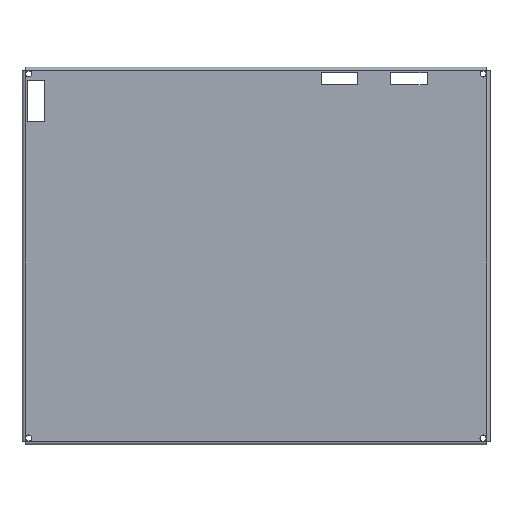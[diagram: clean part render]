
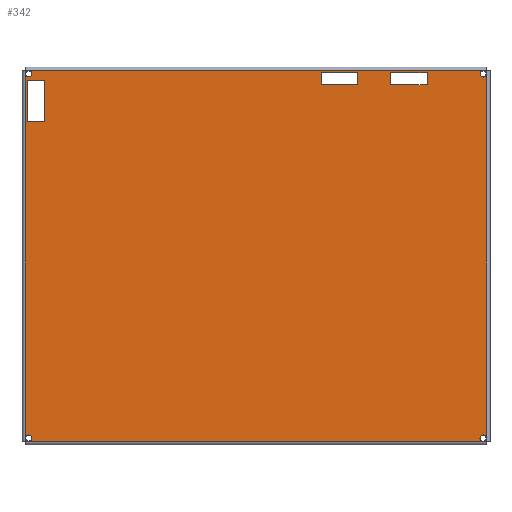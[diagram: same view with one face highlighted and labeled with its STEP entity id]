
A CAD part, top view. The second image highlights one B-rep face of the part: STEP entity #342.
In plain terms, the highlighted planar face has unit normal (0, 0, 1).
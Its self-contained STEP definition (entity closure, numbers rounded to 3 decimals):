
#274 = VERTEX_POINT('',#275);
#275 = CARTESIAN_POINT('',(24.13,-28.575,5.8));
#281 = EDGE_CURVE('',#274,#282,#284,.T.);
#282 = VERTEX_POINT('',#283);
#283 = CARTESIAN_POINT('',(24.13,-50.165,5.8));
#284 = LINE('',#285,#286);
#285 = CARTESIAN_POINT('',(24.13,-28.575,5.8));
#286 = VECTOR('',#287,1.);
#287 = DIRECTION('',(0.,-1.,0.));
#305 = VERTEX_POINT('',#306);
#306 = CARTESIAN_POINT('',(263.4,-23.62,5.8));
#324 = VERTEX_POINT('',#325);
#325 = CARTESIAN_POINT('',(22.985,-23.62,5.8));
#332 = EDGE_CURVE('',#305,#324,#333,.T.);
#333 = LINE('',#334,#335);
#334 = CARTESIAN_POINT('',(263.4,-23.62,5.8));
#335 = VECTOR('',#336,1.);
#336 = DIRECTION('',(-1.,0.,0.));
#342 = ADVANCED_FACE('',(#343,#368,#393,#427,#461,#472,#483,#494),#505,
  .T.);
#343 = FACE_BOUND('',#344,.T.);
#344 = EDGE_LOOP('',(#345,#353,#361,#367));
#345 = ORIENTED_EDGE('',*,*,#346,.T.);
#346 = EDGE_CURVE('',#324,#347,#349,.T.);
#347 = VERTEX_POINT('',#348);
#348 = CARTESIAN_POINT('',(22.985,-217.045,5.8));
#349 = LINE('',#350,#351);
#350 = CARTESIAN_POINT('',(22.985,-23.62,5.8));
#351 = VECTOR('',#352,1.);
#352 = DIRECTION('',(0.,-1.,0.));
#353 = ORIENTED_EDGE('',*,*,#354,.T.);
#354 = EDGE_CURVE('',#347,#355,#357,.T.);
#355 = VERTEX_POINT('',#356);
#356 = CARTESIAN_POINT('',(263.4,-217.045,5.8));
#357 = LINE('',#358,#359);
#358 = CARTESIAN_POINT('',(22.985,-217.045,5.8));
#359 = VECTOR('',#360,1.);
#360 = DIRECTION('',(1.,0.,0.));
#361 = ORIENTED_EDGE('',*,*,#362,.T.);
#362 = EDGE_CURVE('',#355,#305,#363,.T.);
#363 = LINE('',#364,#365);
#364 = CARTESIAN_POINT('',(263.4,-217.045,5.8));
#365 = VECTOR('',#366,1.);
#366 = DIRECTION('',(0.,1.,0.));
#367 = ORIENTED_EDGE('',*,*,#332,.T.);
#368 = FACE_BOUND('',#369,.F.);
#369 = EDGE_LOOP('',(#370,#371,#379,#387));
#370 = ORIENTED_EDGE('',*,*,#281,.T.);
#371 = ORIENTED_EDGE('',*,*,#372,.T.);
#372 = EDGE_CURVE('',#282,#373,#375,.T.);
#373 = VERTEX_POINT('',#374);
#374 = CARTESIAN_POINT('',(33.02,-50.165,5.8));
#375 = LINE('',#376,#377);
#376 = CARTESIAN_POINT('',(24.13,-50.165,5.8));
#377 = VECTOR('',#378,1.);
#378 = DIRECTION('',(1.,0.,0.));
#379 = ORIENTED_EDGE('',*,*,#380,.T.);
#380 = EDGE_CURVE('',#373,#381,#383,.T.);
#381 = VERTEX_POINT('',#382);
#382 = CARTESIAN_POINT('',(33.02,-28.575,5.8));
#383 = LINE('',#384,#385);
#384 = CARTESIAN_POINT('',(33.02,-50.165,5.8));
#385 = VECTOR('',#386,1.);
#386 = DIRECTION('',(0.,1.,0.));
#387 = ORIENTED_EDGE('',*,*,#388,.T.);
#388 = EDGE_CURVE('',#381,#274,#389,.T.);
#389 = LINE('',#390,#391);
#390 = CARTESIAN_POINT('',(33.02,-28.575,5.8));
#391 = VECTOR('',#392,1.);
#392 = DIRECTION('',(-1.,0.,0.));
#393 = FACE_BOUND('',#394,.F.);
#394 = EDGE_LOOP('',(#395,#405,#413,#421));
#395 = ORIENTED_EDGE('',*,*,#396,.T.);
#396 = EDGE_CURVE('',#397,#399,#401,.T.);
#397 = VERTEX_POINT('',#398);
#398 = CARTESIAN_POINT('',(213.36,-24.765,5.8));
#399 = VERTEX_POINT('',#400);
#400 = CARTESIAN_POINT('',(213.36,-31.115,5.8));
#401 = LINE('',#402,#403);
#402 = CARTESIAN_POINT('',(213.36,-24.765,5.8));
#403 = VECTOR('',#404,1.);
#404 = DIRECTION('',(0.,-1.,0.));
#405 = ORIENTED_EDGE('',*,*,#406,.T.);
#406 = EDGE_CURVE('',#399,#407,#409,.T.);
#407 = VERTEX_POINT('',#408);
#408 = CARTESIAN_POINT('',(232.41,-31.115,5.8));
#409 = LINE('',#410,#411);
#410 = CARTESIAN_POINT('',(213.36,-31.115,5.8));
#411 = VECTOR('',#412,1.);
#412 = DIRECTION('',(1.,0.,0.));
#413 = ORIENTED_EDGE('',*,*,#414,.T.);
#414 = EDGE_CURVE('',#407,#415,#417,.T.);
#415 = VERTEX_POINT('',#416);
#416 = CARTESIAN_POINT('',(232.41,-24.765,5.8));
#417 = LINE('',#418,#419);
#418 = CARTESIAN_POINT('',(232.41,-31.115,5.8));
#419 = VECTOR('',#420,1.);
#420 = DIRECTION('',(0.,1.,0.));
#421 = ORIENTED_EDGE('',*,*,#422,.T.);
#422 = EDGE_CURVE('',#415,#397,#423,.T.);
#423 = LINE('',#424,#425);
#424 = CARTESIAN_POINT('',(232.41,-24.765,5.8));
#425 = VECTOR('',#426,1.);
#426 = DIRECTION('',(-1.,0.,0.));
#427 = FACE_BOUND('',#428,.F.);
#428 = EDGE_LOOP('',(#429,#439,#447,#455));
#429 = ORIENTED_EDGE('',*,*,#430,.T.);
#430 = EDGE_CURVE('',#431,#433,#435,.T.);
#431 = VERTEX_POINT('',#432);
#432 = CARTESIAN_POINT('',(177.165,-24.765,5.8));
#433 = VERTEX_POINT('',#434);
#434 = CARTESIAN_POINT('',(177.165,-31.115,5.8));
#435 = LINE('',#436,#437);
#436 = CARTESIAN_POINT('',(177.165,-24.765,5.8));
#437 = VECTOR('',#438,1.);
#438 = DIRECTION('',(0.,-1.,0.));
#439 = ORIENTED_EDGE('',*,*,#440,.T.);
#440 = EDGE_CURVE('',#433,#441,#443,.T.);
#441 = VERTEX_POINT('',#442);
#442 = CARTESIAN_POINT('',(196.215,-31.115,5.8));
#443 = LINE('',#444,#445);
#444 = CARTESIAN_POINT('',(177.165,-31.115,5.8));
#445 = VECTOR('',#446,1.);
#446 = DIRECTION('',(1.,0.,0.));
#447 = ORIENTED_EDGE('',*,*,#448,.T.);
#448 = EDGE_CURVE('',#441,#449,#451,.T.);
#449 = VERTEX_POINT('',#450);
#450 = CARTESIAN_POINT('',(196.215,-24.765,5.8));
#451 = LINE('',#452,#453);
#452 = CARTESIAN_POINT('',(196.215,-31.115,5.8));
#453 = VECTOR('',#454,1.);
#454 = DIRECTION('',(0.,1.,0.));
#455 = ORIENTED_EDGE('',*,*,#456,.T.);
#456 = EDGE_CURVE('',#449,#431,#457,.T.);
#457 = LINE('',#458,#459);
#458 = CARTESIAN_POINT('',(196.215,-24.765,5.8));
#459 = VECTOR('',#460,1.);
#460 = DIRECTION('',(-1.,0.,0.));
#461 = FACE_BOUND('',#462,.F.);
#462 = EDGE_LOOP('',(#463));
#463 = ORIENTED_EDGE('',*,*,#464,.T.);
#464 = EDGE_CURVE('',#465,#465,#467,.T.);
#465 = VERTEX_POINT('',#466);
#466 = CARTESIAN_POINT('',(263.208,-25.411,5.8));
#467 = CIRCLE('',#468,1.6);
#468 = AXIS2_PLACEMENT_3D('',#469,#470,#471);
#469 = CARTESIAN_POINT('',(261.608,-25.411,5.8));
#470 = DIRECTION('',(0.,0.,1.));
#471 = DIRECTION('',(1.,0.,0.));
#472 = FACE_BOUND('',#473,.F.);
#473 = EDGE_LOOP('',(#474));
#474 = ORIENTED_EDGE('',*,*,#475,.T.);
#475 = EDGE_CURVE('',#476,#476,#478,.T.);
#476 = VERTEX_POINT('',#477);
#477 = CARTESIAN_POINT('',(263.166,-215.263,5.8));
#478 = CIRCLE('',#479,1.6);
#479 = AXIS2_PLACEMENT_3D('',#480,#481,#482);
#480 = CARTESIAN_POINT('',(261.566,-215.263,5.8));
#481 = DIRECTION('',(0.,0.,1.));
#482 = DIRECTION('',(1.,0.,0.));
#483 = FACE_BOUND('',#484,.F.);
#484 = EDGE_LOOP('',(#485));
#485 = ORIENTED_EDGE('',*,*,#486,.T.);
#486 = EDGE_CURVE('',#487,#487,#489,.T.);
#487 = VERTEX_POINT('',#488);
#488 = CARTESIAN_POINT('',(26.365,-25.4,5.8));
#489 = CIRCLE('',#490,1.6);
#490 = AXIS2_PLACEMENT_3D('',#491,#492,#493);
#491 = CARTESIAN_POINT('',(24.765,-25.4,5.8));
#492 = DIRECTION('',(0.,0.,1.));
#493 = DIRECTION('',(1.,0.,0.));
#494 = FACE_BOUND('',#495,.F.);
#495 = EDGE_LOOP('',(#496));
#496 = ORIENTED_EDGE('',*,*,#497,.T.);
#497 = EDGE_CURVE('',#498,#498,#500,.T.);
#498 = VERTEX_POINT('',#499);
#499 = CARTESIAN_POINT('',(26.318,-215.271,5.8));
#500 = CIRCLE('',#501,1.6);
#501 = AXIS2_PLACEMENT_3D('',#502,#503,#504);
#502 = CARTESIAN_POINT('',(24.718,-215.271,5.8));
#503 = DIRECTION('',(0.,0.,1.));
#504 = DIRECTION('',(1.,0.,0.));
#505 = PLANE('',#506);
#506 = AXIS2_PLACEMENT_3D('',#507,#508,#509);
#507 = CARTESIAN_POINT('',(142.506,-106.865,5.8));
#508 = DIRECTION('',(0.,0.,1.));
#509 = DIRECTION('',(1.,0.,0.));
